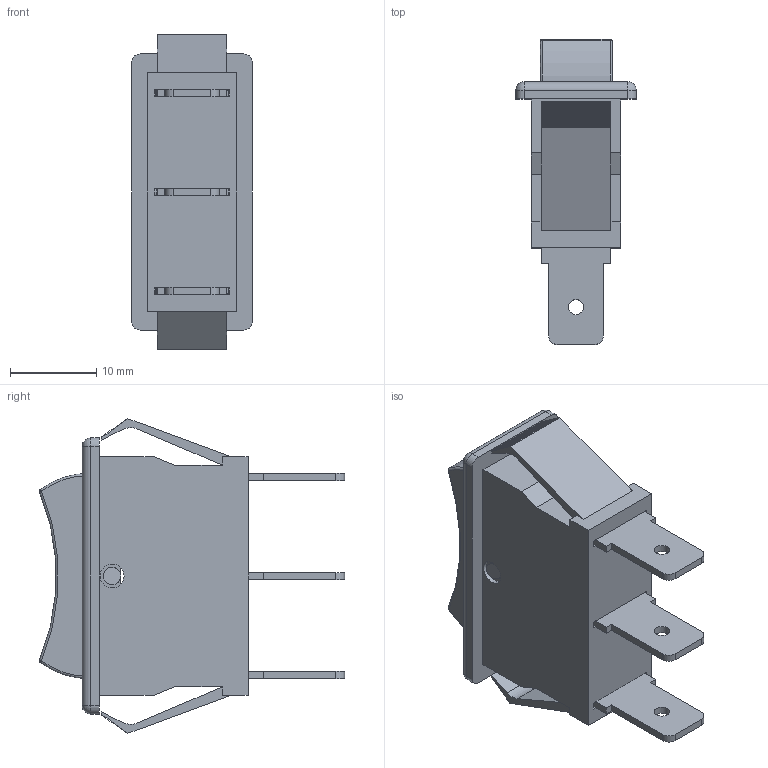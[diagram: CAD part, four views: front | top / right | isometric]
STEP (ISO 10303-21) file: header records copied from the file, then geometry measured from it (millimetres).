
FILE_DESCRIPTION (( 'STEP AP203' ), '1' );
FILE_NAME ('Rocker Switch.STEP', '2020-02-01T15:50:49', ( 'Natrix' ), ( 'BOXX Technologies, Inc.' ), 'SwSTEP 2.0', 'SolidWorks 2019', '' );
FILE_SCHEMA (( 'CONFIG_CONTROL_DESIGN' ));
Length unit declared in the file: inch
Products named in the file (4): Switch Rocker^Rocker Switch; Terminal - Blade .25^Rocker Switch_01; Rocker Switch; Switch Body^Rocker Switch
Assembly tree (5 placements, depth 2):
  Rocker Switch
    Switch Body^Rocker Switch
    Switch Rocker^Rocker Switch
    Terminal - Blade .25^Rocker Switch_01  x3
Bounding box: 14 x 35.35 x 36.5 mm (x, y, z)
Volume: 1664.6 mm3; surface area: 6809.6 mm2
Topology: 5 solids, 5 shells, 315 faces, 842 edges, 531 vertices
Faces by surface type: plane 236, cylinder 43, bspline 18, sphere 12, torus 6
Full cylindrical faces by diameter (mm): 1.778 x3, 2 x2, 2.75 x2
Entity records: 8582 total; most frequent: CARTESIAN_POINT 1951, ORIENTED_EDGE 1300, DIRECTION 1220, EDGE_CURVE 650, LINE 546, VECTOR 546, VERTEX_POINT 418, AXIS2_PLACEMENT_3D 337
